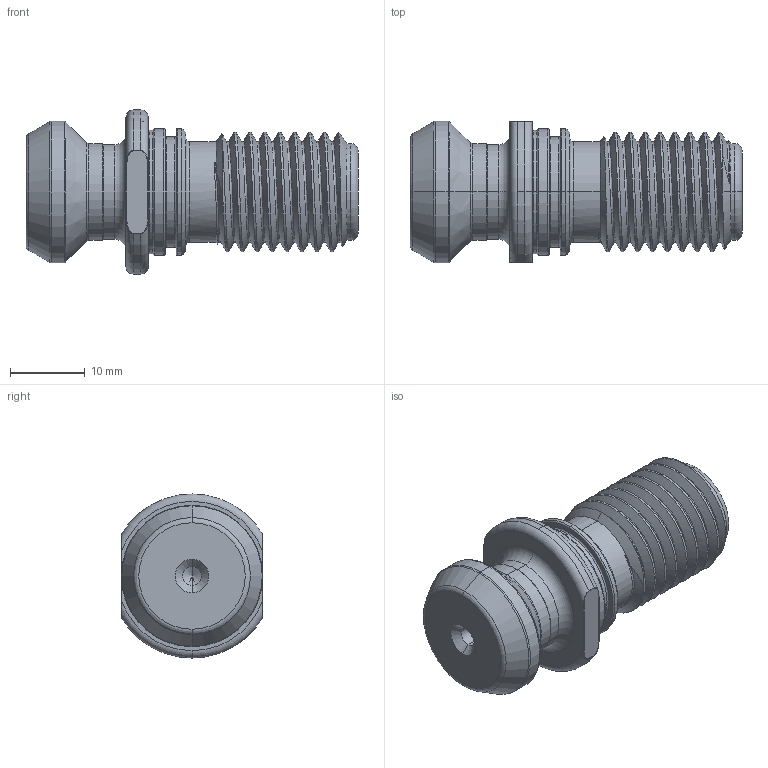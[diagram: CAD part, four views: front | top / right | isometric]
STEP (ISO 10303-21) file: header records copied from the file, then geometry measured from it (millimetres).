
FILE_DESCRIPTION (( 'STEP AP203' ), '1' );
FILE_NAME ('404.20.16.30.STEP', '2020-04-03T00:41:07', ( 'User' ), ( 'China' ), 'SwSTEP 2.0', 'SolidWorks 2016', '' );
FILE_SCHEMA (( 'CONFIG_CONTROL_DESIGN' ));
Length unit declared in the file: millimetre
Products named in the file (1): 404.20.16.30
Bounding box: 44.5 x 19 x 22 mm (x, y, z)
Volume: 8394.5 mm3; surface area: 3636 mm2
Topology: 1 solids, 1 shells, 128 faces, 291 edges, 168 vertices
Faces by surface type: cylinder 50, torus 30, cone 25, plane 12, bspline 11
Entity records: 6321 total; most frequent: CARTESIAN_POINT 3506, DIRECTION 600, ORIENTED_EDGE 574, EDGE_CURVE 287, AXIS2_PLACEMENT_3D 259, VERTEX_POINT 168, CIRCLE 141, EDGE_LOOP 135
